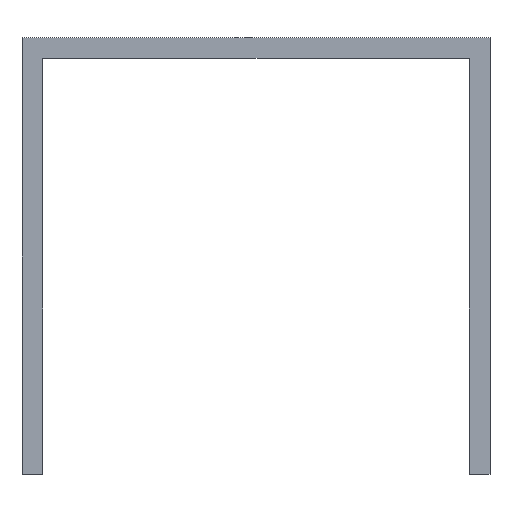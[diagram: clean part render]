
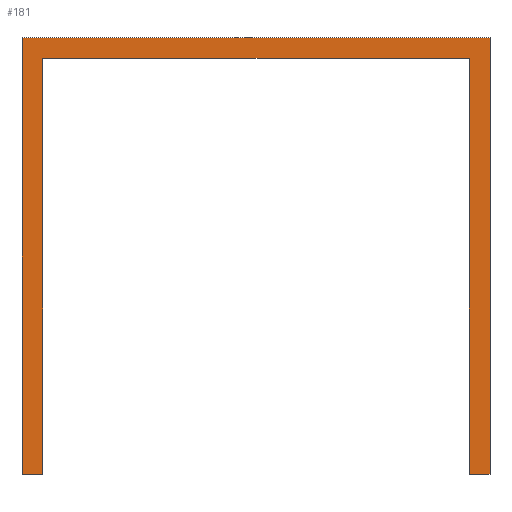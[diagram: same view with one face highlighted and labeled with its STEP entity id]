
A CAD part, top view. The second image highlights one B-rep face of the part: STEP entity #181.
In plain terms, the highlighted planar face has unit normal (0, 0, 1).
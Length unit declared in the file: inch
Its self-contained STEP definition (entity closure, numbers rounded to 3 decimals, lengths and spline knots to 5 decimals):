
#15=FACE_OUTER_BOUND('',#25,.T.);
#25=EDGE_LOOP('',(#123,#124,#125,#126,#127,#128,#129,#130));
#35=LINE('',#271,#59);
#36=LINE('',#273,#60);
#37=LINE('',#275,#61);
#38=LINE('',#277,#62);
#39=LINE('',#279,#63);
#40=LINE('',#281,#64);
#41=LINE('',#283,#65);
#42=LINE('',#284,#66);
#59=VECTOR('',#225,39.37008);
#60=VECTOR('',#226,39.37008);
#61=VECTOR('',#227,39.37008);
#62=VECTOR('',#228,39.37008);
#63=VECTOR('',#229,39.37008);
#64=VECTOR('',#230,39.37008);
#65=VECTOR('',#231,39.37008);
#66=VECTOR('',#232,39.37008);
#83=VERTEX_POINT('',#269);
#84=VERTEX_POINT('',#270);
#85=VERTEX_POINT('',#272);
#86=VERTEX_POINT('',#274);
#87=VERTEX_POINT('',#276);
#88=VERTEX_POINT('',#278);
#89=VERTEX_POINT('',#280);
#90=VERTEX_POINT('',#282);
#99=EDGE_CURVE('',#83,#84,#35,.T.);
#100=EDGE_CURVE('',#84,#85,#36,.T.);
#101=EDGE_CURVE('',#85,#86,#37,.T.);
#102=EDGE_CURVE('',#86,#87,#38,.T.);
#103=EDGE_CURVE('',#87,#88,#39,.T.);
#104=EDGE_CURVE('',#88,#89,#40,.T.);
#105=EDGE_CURVE('',#89,#90,#41,.T.);
#106=EDGE_CURVE('',#90,#83,#42,.T.);
#123=ORIENTED_EDGE('',*,*,#99,.T.);
#124=ORIENTED_EDGE('',*,*,#100,.T.);
#125=ORIENTED_EDGE('',*,*,#101,.T.);
#126=ORIENTED_EDGE('',*,*,#102,.T.);
#127=ORIENTED_EDGE('',*,*,#103,.T.);
#128=ORIENTED_EDGE('',*,*,#104,.T.);
#129=ORIENTED_EDGE('',*,*,#105,.T.);
#130=ORIENTED_EDGE('',*,*,#106,.T.);
#171=PLANE('',#211);
#181=ADVANCED_FACE('',(#15),#171,.T.);
#211=AXIS2_PLACEMENT_3D('',#268,#223,#224);
#223=DIRECTION('center_axis',(0.,0.,1.));
#224=DIRECTION('ref_axis',(1.,0.,0.));
#225=DIRECTION('',(0.,1.,0.));
#226=DIRECTION('',(-1.,0.,0.));
#227=DIRECTION('',(0.,-1.,0.));
#228=DIRECTION('',(1.,0.,0.));
#229=DIRECTION('',(0.,1.,0.));
#230=DIRECTION('',(1.,0.,0.));
#231=DIRECTION('',(0.,-1.,0.));
#232=DIRECTION('',(1.,0.,0.));
#268=CARTESIAN_POINT('Origin',(15.22572,-113.8477,0.125));
#269=CARTESIAN_POINT('',(37.72572,-134.8477,0.125));
#270=CARTESIAN_POINT('',(37.72572,-92.8477,0.125));
#271=CARTESIAN_POINT('',(37.72572,-113.8477,0.125));
#272=CARTESIAN_POINT('',(-7.27428,-92.8477,0.125));
#273=CARTESIAN_POINT('',(15.22572,-92.8477,0.125));
#274=CARTESIAN_POINT('',(-7.27428,-134.8477,0.125));
#275=CARTESIAN_POINT('',(-7.27428,-113.8477,0.125));
#276=CARTESIAN_POINT('',(-5.27428,-134.8477,0.125));
#277=CARTESIAN_POINT('',(15.22572,-134.8477,0.125));
#278=CARTESIAN_POINT('',(-5.27428,-94.8477,0.125));
#279=CARTESIAN_POINT('',(-5.27428,-113.8477,0.125));
#280=CARTESIAN_POINT('',(35.72572,-94.8477,0.125));
#281=CARTESIAN_POINT('',(15.22572,-94.8477,0.125));
#282=CARTESIAN_POINT('',(35.72572,-134.8477,0.125));
#283=CARTESIAN_POINT('',(35.72572,-113.8477,0.125));
#284=CARTESIAN_POINT('',(15.22572,-134.8477,0.125));
